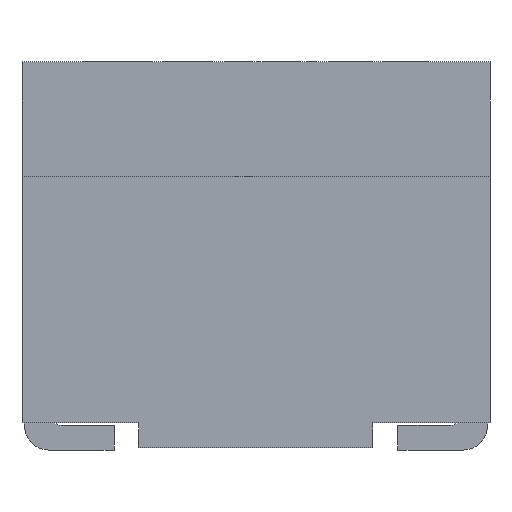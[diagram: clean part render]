
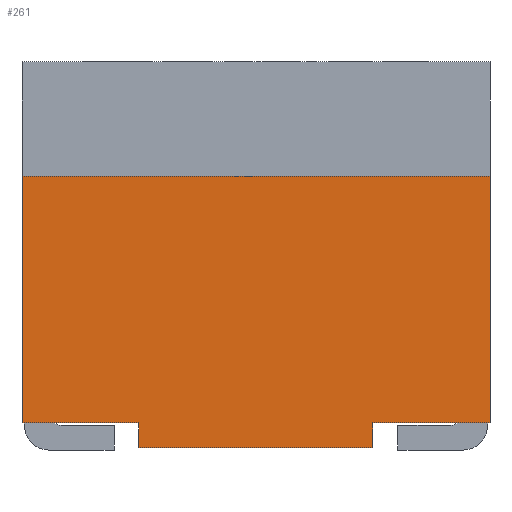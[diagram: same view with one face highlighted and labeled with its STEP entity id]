
A CAD part, front view. The second image highlights one B-rep face of the part: STEP entity #261.
In plain terms, the highlighted planar face has unit normal (0, -1, 0).
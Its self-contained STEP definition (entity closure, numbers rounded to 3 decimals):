
#261 = ADVANCED_FACE( '', ( #609 ), #610, .F. );
#609 = FACE_OUTER_BOUND( '', #1057, .T. );
#610 = PLANE( '', #1058 );
#1057 = EDGE_LOOP( '', ( #1881, #1882, #1883, #1884, #1885, #1886, #1887, #1888 ) );
#1058 = AXIS2_PLACEMENT_3D( '', #1889, #1890, #1891 );
#1881 = ORIENTED_EDGE( '', *, *, #3069, .T. );
#1882 = ORIENTED_EDGE( '', *, *, #2872, .F. );
#1883 = ORIENTED_EDGE( '', *, *, #3070, .F. );
#1884 = ORIENTED_EDGE( '', *, *, #3071, .F. );
#1885 = ORIENTED_EDGE( '', *, *, #3072, .F. );
#1886 = ORIENTED_EDGE( '', *, *, #2879, .F. );
#1887 = ORIENTED_EDGE( '', *, *, #2973, .F. );
#1888 = ORIENTED_EDGE( '', *, *, #3073, .F. );
#1889 = CARTESIAN_POINT( '', ( 0., -3.1, 0. ) );
#1890 = DIRECTION( '', ( 0., 1., 0. ) );
#1891 = DIRECTION( '', ( 0., 0., 1. ) );
#2872 = EDGE_CURVE( '', #3396, #3397, #3398, .T. );
#2879 = EDGE_CURVE( '', #3408, #3410, #3411, .T. );
#2973 = EDGE_CURVE( '', #3570, #3408, #3572, .T. );
#3069 = EDGE_CURVE( '', #3723, #3397, #3724, .T. );
#3070 = EDGE_CURVE( '', #3725, #3396, #3726, .T. );
#3071 = EDGE_CURVE( '', #3727, #3725, #3728, .T. );
#3072 = EDGE_CURVE( '', #3410, #3727, #3729, .T. );
#3073 = EDGE_CURVE( '', #3723, #3570, #3730, .T. );
#3396 = VERTEX_POINT( '', #4206 );
#3397 = VERTEX_POINT( '', #4207 );
#3398 = LINE( '', #4208, #4209 );
#3408 = VERTEX_POINT( '', #4223 );
#3410 = VERTEX_POINT( '', #4226 );
#3411 = LINE( '', #4227, #4228 );
#3570 = VERTEX_POINT( '', #4683 );
#3572 = LINE( '', #4686, #4687 );
#3723 = VERTEX_POINT( '', #4968 );
#3724 = LINE( '', #4969, #4970 );
#3725 = VERTEX_POINT( '', #4971 );
#3726 = LINE( '', #4972, #4973 );
#3727 = VERTEX_POINT( '', #4974 );
#3728 = LINE( '', #4975, #4976 );
#3729 = LINE( '', #4977, #4978 );
#3730 = LINE( '', #4979, #4980 );
#4206 = CARTESIAN_POINT( '', ( -4.7, -3.1, 0.5 ) );
#4207 = CARTESIAN_POINT( '', ( -4.7, -3.1, 5.449 ) );
#4208 = CARTESIAN_POINT( '', ( -4.7, -3.1, 0.5 ) );
#4209 = VECTOR( '', #5721, 1000. );
#4223 = CARTESIAN_POINT( '', ( 2.35, -3.1, 0.5 ) );
#4226 = CARTESIAN_POINT( '', ( 2.35, -3.1, 0. ) );
#4227 = CARTESIAN_POINT( '', ( 2.35, -3.1, 0. ) );
#4228 = VECTOR( '', #5727, 1000. );
#4683 = CARTESIAN_POINT( '', ( 4.7, -3.1, 0.5 ) );
#4686 = CARTESIAN_POINT( '', ( 2.35, -3.1, 0.5 ) );
#4687 = VECTOR( '', #5790, 1000. );
#4968 = CARTESIAN_POINT( '', ( 4.7, -3.1, 5.449 ) );
#4969 = CARTESIAN_POINT( '', ( 4.7, -3.1, 5.449 ) );
#4970 = VECTOR( '', #5843, 1000. );
#4971 = CARTESIAN_POINT( '', ( -2.35, -3.1, 0.5 ) );
#4972 = CARTESIAN_POINT( '', ( -2.35, -3.1, 0.5 ) );
#4973 = VECTOR( '', #5844, 1000. );
#4974 = CARTESIAN_POINT( '', ( -2.35, -3.1, 0. ) );
#4975 = CARTESIAN_POINT( '', ( -2.35, -3.1, 0. ) );
#4976 = VECTOR( '', #5845, 1000. );
#4977 = CARTESIAN_POINT( '', ( 2.35, -3.1, 0. ) );
#4978 = VECTOR( '', #5846, 1000. );
#4979 = CARTESIAN_POINT( '', ( 4.7, -3.1, 7.75 ) );
#4980 = VECTOR( '', #5847, 1000. );
#5721 = DIRECTION( '', ( 0., 0., 1. ) );
#5727 = DIRECTION( '', ( 0., 0., -1. ) );
#5790 = DIRECTION( '', ( -1., 0., 0. ) );
#5843 = DIRECTION( '', ( -1., 0., 0. ) );
#5844 = DIRECTION( '', ( -1., 0., 0. ) );
#5845 = DIRECTION( '', ( 0., 0., 1. ) );
#5846 = DIRECTION( '', ( -1., 0., 0. ) );
#5847 = DIRECTION( '', ( 0., 0., -1. ) );
